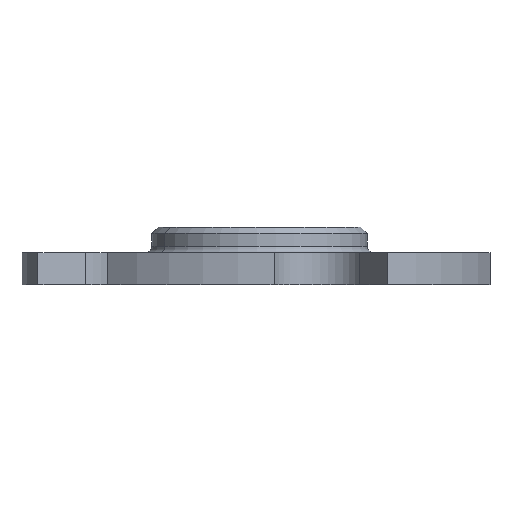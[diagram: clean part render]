
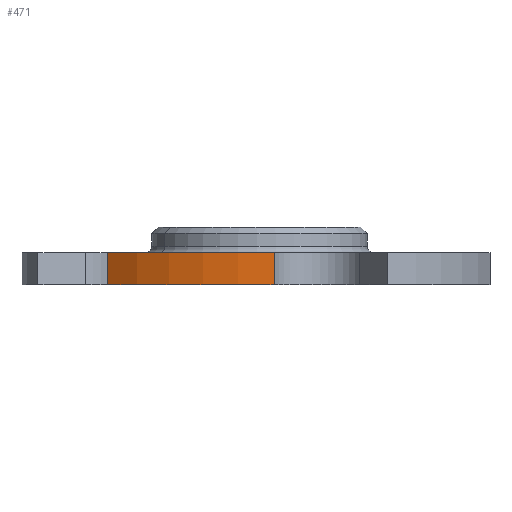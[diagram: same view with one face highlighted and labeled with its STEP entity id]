
A CAD part, left-side view. The second image highlights one B-rep face of the part: STEP entity #471.
In plain terms, the highlighted cylindrical face has radius 74 mm (diameter 148 mm), a partial arc.
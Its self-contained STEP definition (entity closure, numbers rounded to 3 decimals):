
#195=CARTESIAN_POINT('Vertex',(-73.86,-4.547,-18.)) ;
#198=CARTESIAN_POINT('Axis2P3D Location',(0.,0.,-18.)) ;
#202=CARTESIAN_POINT('Vertex',(-57.082,47.092,-18.)) ;
#415=CARTESIAN_POINT('Axis2P3D Location',(0.,0.,-9.)) ;
#446=CARTESIAN_POINT('Axis2P3D Location',(0.,0.,-8.)) ;
#450=CARTESIAN_POINT('Vertex',(-57.082,47.092,-8.)) ;
#452=CARTESIAN_POINT('Vertex',(-73.86,-4.547,-8.)) ;
#455=CARTESIAN_POINT('Line Origine',(-57.082,47.092,-13.)) ;
#460=CARTESIAN_POINT('Line Origine',(-73.86,-4.547,-13.)) ;
#199=DIRECTION('Axis2P3D Direction',(0.,0.,1.)) ;
#416=DIRECTION('Axis2P3D Direction',(0.,0.,1.)) ;
#417=DIRECTION('Axis2P3D XDirection',(0.998,-0.061,0.)) ;
#447=DIRECTION('Axis2P3D Direction',(0.,0.,1.)) ;
#456=DIRECTION('Vector Direction',(0.,0.,1.)) ;
#461=DIRECTION('Vector Direction',(0.,0.,1.)) ;
#200=AXIS2_PLACEMENT_3D('Circle Axis2P3D',#198,#199,$) ;
#418=AXIS2_PLACEMENT_3D('Cylinder Axis2P3D',#415,#416,#417) ;
#448=AXIS2_PLACEMENT_3D('Circle Axis2P3D',#446,#447,$) ;
#466=ORIENTED_EDGE('',*,*,#454,.F.) ;
#467=ORIENTED_EDGE('',*,*,#459,.T.) ;
#468=ORIENTED_EDGE('',*,*,#204,.T.) ;
#469=ORIENTED_EDGE('',*,*,#464,.F.) ;
#457=VECTOR('Line Direction',#456,1.) ;
#462=VECTOR('Line Direction',#461,1.) ;
#471=ADVANCED_FACE('Corps principal',(#470),#419,.T.) ;
#201=CIRCLE('generated circle',#200,74.) ;
#449=CIRCLE('generated circle',#448,74.) ;
#419=CYLINDRICAL_SURFACE('generated cylinder',#418,74.) ;
#204=EDGE_CURVE('',#203,#196,#201,.T.) ;
#454=EDGE_CURVE('',#451,#453,#449,.T.) ;
#459=EDGE_CURVE('',#451,#203,#458,.F.) ;
#464=EDGE_CURVE('',#453,#196,#463,.F.) ;
#465=EDGE_LOOP('',(#466,#467,#468,#469)) ;
#470=FACE_OUTER_BOUND('',#465,.T.) ;
#458=LINE('Line',#455,#457) ;
#463=LINE('Line',#460,#462) ;
#196=VERTEX_POINT('',#195) ;
#203=VERTEX_POINT('',#202) ;
#451=VERTEX_POINT('',#450) ;
#453=VERTEX_POINT('',#452) ;
